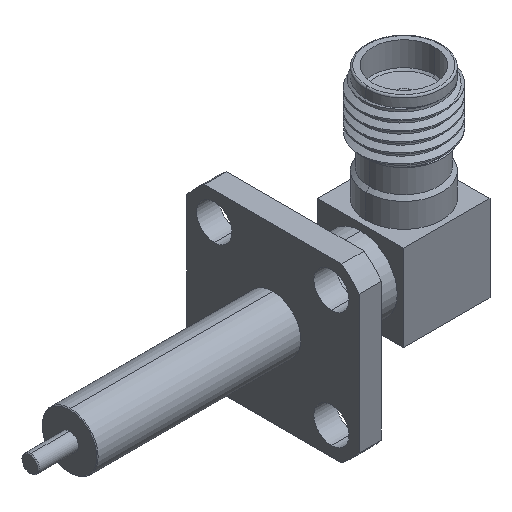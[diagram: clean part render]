
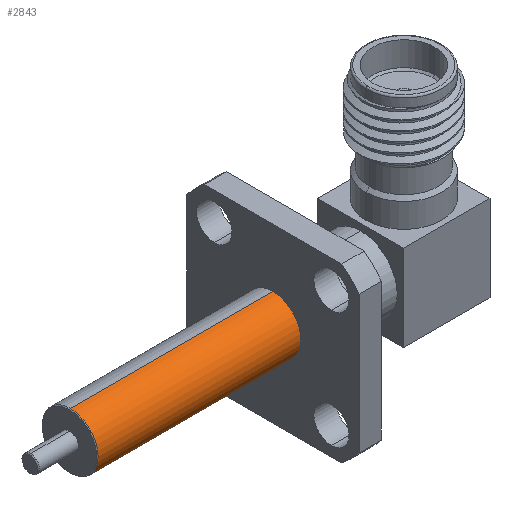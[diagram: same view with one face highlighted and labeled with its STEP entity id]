
A CAD part, isometric view. The second image highlights one B-rep face of the part: STEP entity #2843.
In plain terms, the highlighted cylindrical face has radius 2.057 mm (diameter 4.115 mm), a partial arc.
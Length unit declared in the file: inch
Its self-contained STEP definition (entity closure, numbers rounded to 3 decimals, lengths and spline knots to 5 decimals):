
#82 = CARTESIAN_POINT ( 'NONE',  ( -0.968, 0., -0.081 ) ) ;
#134 = VERTEX_POINT ( 'NONE', #2523 ) ;
#222 = CARTESIAN_POINT ( 'NONE',  ( 0., 0., 0. ) ) ;
#311 = CARTESIAN_POINT ( 'NONE',  ( -0.968, 0., 0. ) ) ;
#401 = DIRECTION ( 'NONE',  ( 1., 0., 0. ) ) ;
#404 = AXIS2_PLACEMENT_3D ( 'NONE', #3416, #401, #435 ) ;
#435 = DIRECTION ( 'NONE',  ( 0., 0., -1. ) ) ;
#512 = AXIS2_PLACEMENT_3D ( 'NONE', #311, #3291, #1657 ) ;
#714 = LINE ( 'NONE', #3025, #2605 ) ;
#873 = VERTEX_POINT ( 'NONE', #82 ) ;
#1085 = DIRECTION ( 'NONE',  ( 1., 0., 0. ) ) ;
#1095 = DIRECTION ( 'NONE',  ( 1., 0., 0. ) ) ;
#1110 = VECTOR ( 'NONE', #2930, 39.37008 ) ;
#1153 = AXIS2_PLACEMENT_3D ( 'NONE', #222, #1085, #2378 ) ;
#1203 = CARTESIAN_POINT ( 'NONE',  ( -0.38, 0., 0.081 ) ) ;
#1360 = VERTEX_POINT ( 'NONE', #2962 ) ;
#1363 = ORIENTED_EDGE ( 'NONE', *, *, #2993, .F. ) ;
#1365 = EDGE_CURVE ( 'NONE', #873, #134, #3359, .T. ) ;
#1391 = CIRCLE ( 'NONE', #404, 0.081 ) ;
#1443 = ORIENTED_EDGE ( 'NONE', *, *, #1365, .T. ) ;
#1657 = DIRECTION ( 'NONE',  ( 0., 0., 1. ) ) ;
#1728 = EDGE_CURVE ( 'NONE', #1360, #873, #3461, .T. ) ;
#2037 = EDGE_CURVE ( 'NONE', #2184, #134, #1391, .T. ) ;
#2184 = VERTEX_POINT ( 'NONE', #1203 ) ;
#2378 = DIRECTION ( 'NONE',  ( 0., 0., -1. ) ) ;
#2523 = CARTESIAN_POINT ( 'NONE',  ( -0.38, 0., -0.081 ) ) ;
#2605 = VECTOR ( 'NONE', #1095, 39.37008 ) ;
#2843 = ADVANCED_FACE ( 'NONE', ( #3081 ), #3169, .T. ) ;
#2930 = DIRECTION ( 'NONE',  ( 1., 0., 0. ) ) ;
#2936 = ORIENTED_EDGE ( 'NONE', *, *, #2037, .F. ) ;
#2962 = CARTESIAN_POINT ( 'NONE',  ( -0.968, 0., 0.081 ) ) ;
#2993 = EDGE_CURVE ( 'NONE', #1360, #2184, #714, .T. ) ;
#3025 = CARTESIAN_POINT ( 'NONE',  ( 0., 0., 0.081 ) ) ;
#3081 = FACE_OUTER_BOUND ( 'NONE', #3454, .T. ) ;
#3169 = CYLINDRICAL_SURFACE ( 'NONE', #1153, 0.081 ) ;
#3184 = ORIENTED_EDGE ( 'NONE', *, *, #1728, .T. ) ;
#3291 = DIRECTION ( 'NONE',  ( 1., 0., 0. ) ) ;
#3359 = LINE ( 'NONE', #3514, #1110 ) ;
#3416 = CARTESIAN_POINT ( 'NONE',  ( -0.38, 0., 0. ) ) ;
#3454 = EDGE_LOOP ( 'NONE', ( #1363, #3184, #1443, #2936 ) ) ;
#3461 = CIRCLE ( 'NONE', #512, 0.081 ) ;
#3514 = CARTESIAN_POINT ( 'NONE',  ( 0., 0., -0.081 ) ) ;
